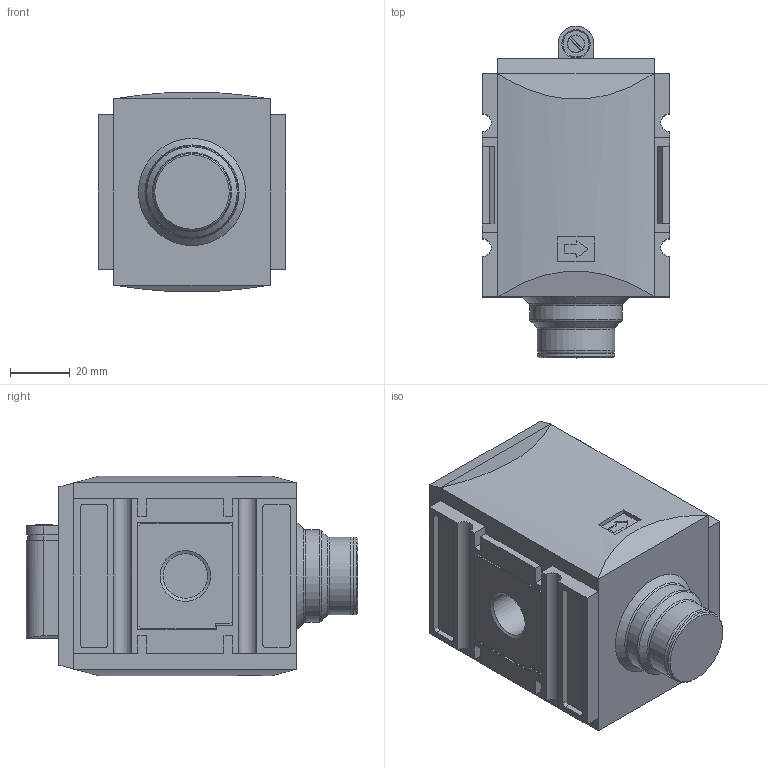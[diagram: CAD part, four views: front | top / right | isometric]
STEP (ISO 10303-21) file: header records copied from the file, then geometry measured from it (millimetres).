
FILE_DESCRIPTION( ( 'STEP AP203' ), ' ' );
FILE_NAME( '94022.DD00.stp', '2017-03-08T11:52:43', ( '' ), ( '' ), ' ', 'PARTsolutions', ' ' );
FILE_SCHEMA( ( 'CONFIG_CONTROL_DESIGN' ) );
Length unit declared in the file: millimetre
Products named in the file (2): 94022.DD00; _FU 933G 3/8000-1
Assembly tree (1 placements, depth 2):
  94022.DD00
    _FU 933G 3/8000-1
Bounding box: 63 x 111.5 x 67.1 mm (x, y, z)
Volume: 317299 mm3; surface area: 36459.7 mm2
Topology: 1 solids, 1 shells, 231 faces, 590 edges, 386 vertices
Faces by surface type: plane 164, cylinder 52, cone 10, torus 5
Full cylindrical faces by diameter (mm): 8.8 x1, 14.95 x2, 25 x1, 26 x2, 31 x1, 42.2 x1
Entity records: 6926 total; most frequent: CARTESIAN_POINT 1248, DIRECTION 1147, ORIENTED_EDGE 1132, EDGE_CURVE 566, LINE 437, VECTOR 437, VERTEX_POINT 382, AXIS2_PLACEMENT_3D 355
